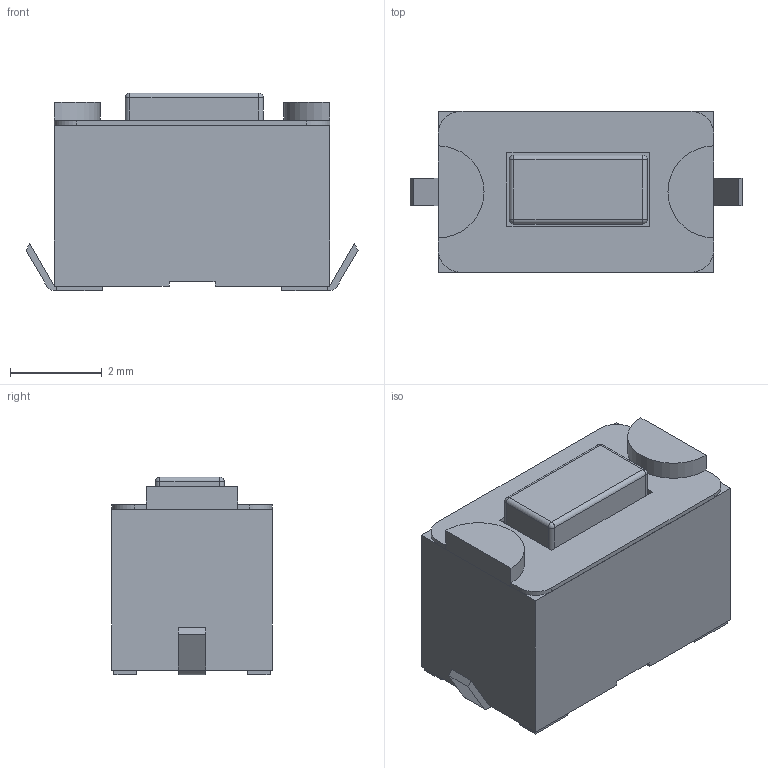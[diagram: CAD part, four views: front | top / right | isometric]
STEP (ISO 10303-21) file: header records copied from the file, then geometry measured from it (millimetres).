
FILE_DESCRIPTION(('FreeCAD Model'),'2;1');
FILE_NAME('Open CASCADE Shape Model','2021-10-24T02:03:45',('Author'),( ''),'Open CASCADE STEP processor 7.5','FreeCAD','Unknown');
FILE_SCHEMA(('AUTOMOTIVE_DESIGN { 1 0 10303 214 1 1 1 1 }'));
Length unit declared in the file: millimetre
Products named in the file (6): Part; Body; Body001; Body002; Body004; Body003
Assembly tree (5 placements, depth 2):
  Part
    Body
    Body001
    Body002
    Body004
    Body003
Bounding box: 7.22 x 3.5 x 4.3 mm (x, y, z)
Volume: 79.6 mm3; surface area: 164.4 mm2
Topology: 5 solids, 5 shells, 94 faces, 230 edges, 146 vertices
Faces by surface type: plane 68, cylinder 22, sphere 4
Entity records: 5828 total; most frequent: CARTESIAN_POINT 996, DIRECTION 912, LINE 598, VECTOR 598, ORIENTED_EDGE 452, PCURVE 452, DEFINITIONAL_REPRESENTATION 452, EDGE_CURVE 226
